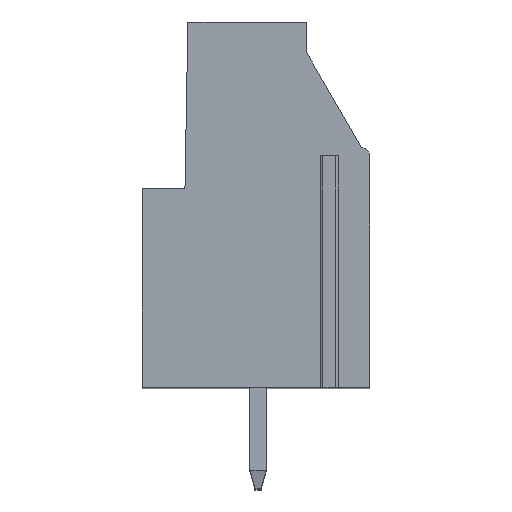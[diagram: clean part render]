
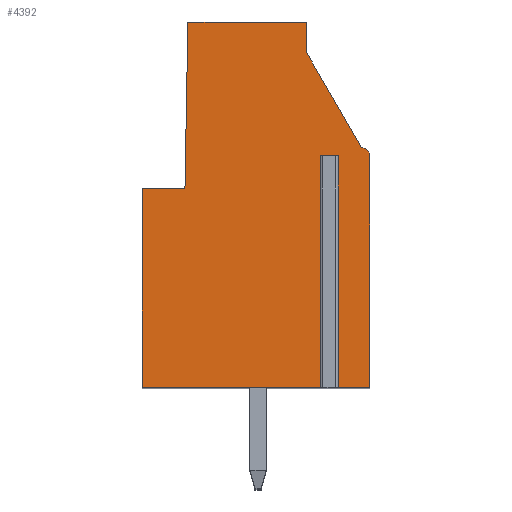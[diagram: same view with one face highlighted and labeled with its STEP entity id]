
A CAD part, top view. The second image highlights one B-rep face of the part: STEP entity #4392.
In plain terms, the highlighted planar face has unit normal (0, 0, 1).
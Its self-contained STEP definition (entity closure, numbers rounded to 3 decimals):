
#526=DIRECTION('',(1.,0.,0.));
#527=VECTOR('',#526,0.5);
#528=CARTESIAN_POINT('',(3.347,2.4,2.5));
#529=LINE('',#528,#527);
#530=DIRECTION('',(0.,1.,0.));
#531=VECTOR('',#530,11.4);
#532=CARTESIAN_POINT('',(3.347,-9.,2.5));
#533=LINE('',#532,#531);
#534=DIRECTION('',(1.,0.,0.));
#535=VECTOR('',#534,8.95);
#536=CARTESIAN_POINT('',(-5.603,-9.,2.5));
#537=LINE('',#536,#535);
#538=DIRECTION('',(0.,-1.,0.));
#539=VECTOR('',#538,9.8);
#540=CARTESIAN_POINT('',(-5.603,0.8,2.5));
#541=LINE('',#540,#539);
#542=DIRECTION('',(-1.,0.,0.));
#543=VECTOR('',#542,2.1);
#544=CARTESIAN_POINT('',(-3.503,0.8,2.5));
#545=LINE('',#544,#543);
#546=DIRECTION('',(-0.017,-1.,0.));
#547=VECTOR('',#546,8.201);
#548=CARTESIAN_POINT('',(-3.36,9.,2.5));
#549=LINE('',#548,#547);
#550=DIRECTION('',(-1.,0.,0.));
#551=VECTOR('',#550,5.86);
#552=CARTESIAN_POINT('',(2.5,9.,2.5));
#553=LINE('',#552,#551);
#554=DIRECTION('',(0.,1.,0.));
#555=VECTOR('',#554,1.523);
#556=CARTESIAN_POINT('',(2.5,7.477,2.5));
#557=LINE('',#556,#555);
#558=DIRECTION('',(-0.5,0.866,0.));
#559=VECTOR('',#558,5.394);
#560=CARTESIAN_POINT('',(5.197,2.805,2.5));
#561=LINE('',#560,#559);
#562=CARTESIAN_POINT('',(5.197,2.405,2.5));
#563=DIRECTION('',(0.,0.,1.));
#564=DIRECTION('',(1.,0.,0.));
#565=AXIS2_PLACEMENT_3D('',#562,#563,#564);
#567=DIRECTION('',(0.,1.,0.));
#568=VECTOR('',#567,11.405);
#569=CARTESIAN_POINT('',(5.597,-9.,2.5));
#570=LINE('',#569,#568);
#571=DIRECTION('',(1.,0.,0.));
#572=VECTOR('',#571,1.75);
#573=CARTESIAN_POINT('',(3.847,-9.,2.5));
#574=LINE('',#573,#572);
#575=DIRECTION('',(0.,1.,0.));
#576=VECTOR('',#575,11.4);
#577=CARTESIAN_POINT('',(3.847,-9.,2.5));
#578=LINE('',#577,#576);
#3099=CARTESIAN_POINT('',(5.597,-9.,2.5));
#3100=CARTESIAN_POINT('',(5.597,2.405,2.5));
#3101=VERTEX_POINT('',#3099);
#3102=VERTEX_POINT('',#3100);
#3103=CARTESIAN_POINT('',(5.197,2.805,2.5));
#3104=VERTEX_POINT('',#3103);
#3105=CARTESIAN_POINT('',(2.5,7.477,2.5));
#3106=VERTEX_POINT('',#3105);
#3107=CARTESIAN_POINT('',(2.5,9.,2.5));
#3108=VERTEX_POINT('',#3107);
#3109=CARTESIAN_POINT('',(-3.36,9.,2.5));
#3110=VERTEX_POINT('',#3109);
#3111=CARTESIAN_POINT('',(-3.503,0.8,2.5));
#3112=VERTEX_POINT('',#3111);
#3113=CARTESIAN_POINT('',(-5.603,0.8,2.5));
#3114=VERTEX_POINT('',#3113);
#3115=CARTESIAN_POINT('',(-5.603,-9.,2.5));
#3116=VERTEX_POINT('',#3115);
#3153=CARTESIAN_POINT('',(3.347,2.4,2.5));
#3154=CARTESIAN_POINT('',(3.847,2.4,2.5));
#3155=VERTEX_POINT('',#3153);
#3156=VERTEX_POINT('',#3154);
#3157=CARTESIAN_POINT('',(3.347,-9.,2.5));
#3158=VERTEX_POINT('',#3157);
#3159=CARTESIAN_POINT('',(3.847,-9.,2.5));
#3160=VERTEX_POINT('',#3159);
#4369=CARTESIAN_POINT('',(0.,0.,2.5));
#4370=DIRECTION('',(0.,0.,1.));
#4371=DIRECTION('',(1.,0.,0.));
#4372=AXIS2_PLACEMENT_3D('',#4369,#4370,#4371);
#4373=PLANE('',#4372);
#4375=ORIENTED_EDGE('',*,*,#4374,.F.);
#4377=ORIENTED_EDGE('',*,*,#4376,.F.);
#4378=ORIENTED_EDGE('',*,*,#3969,.F.);
#4379=ORIENTED_EDGE('',*,*,#4154,.F.);
#4380=ORIENTED_EDGE('',*,*,#4168,.F.);
#4381=ORIENTED_EDGE('',*,*,#4182,.F.);
#4382=ORIENTED_EDGE('',*,*,#4196,.F.);
#4383=ORIENTED_EDGE('',*,*,#4252,.F.);
#4384=ORIENTED_EDGE('',*,*,#4266,.F.);
#4385=ORIENTED_EDGE('',*,*,#4280,.F.);
#4386=ORIENTED_EDGE('',*,*,#4293,.F.);
#4387=ORIENTED_EDGE('',*,*,#3981,.F.);
#4389=ORIENTED_EDGE('',*,*,#4388,.T.);
#4390=EDGE_LOOP('',(#4375,#4377,#4378,#4379,#4380,#4381,#4382,#4383,#4384,#4385,
#4386,#4387,#4389));
#4391=FACE_OUTER_BOUND('',#4390,.F.);
#566=CIRCLE('',#565,0.4);
#3969=EDGE_CURVE('',#3116,#3158,#537,.T.);
#3981=EDGE_CURVE('',#3160,#3101,#574,.T.);
#4154=EDGE_CURVE('',#3114,#3116,#541,.T.);
#4168=EDGE_CURVE('',#3112,#3114,#545,.T.);
#4182=EDGE_CURVE('',#3110,#3112,#549,.T.);
#4196=EDGE_CURVE('',#3108,#3110,#553,.T.);
#4252=EDGE_CURVE('',#3106,#3108,#557,.T.);
#4266=EDGE_CURVE('',#3104,#3106,#561,.T.);
#4280=EDGE_CURVE('',#3102,#3104,#566,.T.);
#4293=EDGE_CURVE('',#3101,#3102,#570,.T.);
#4374=EDGE_CURVE('',#3155,#3156,#529,.T.);
#4376=EDGE_CURVE('',#3158,#3155,#533,.T.);
#4388=EDGE_CURVE('',#3160,#3156,#578,.T.);
#4392=ADVANCED_FACE('',(#4391),#4373,.T.);
